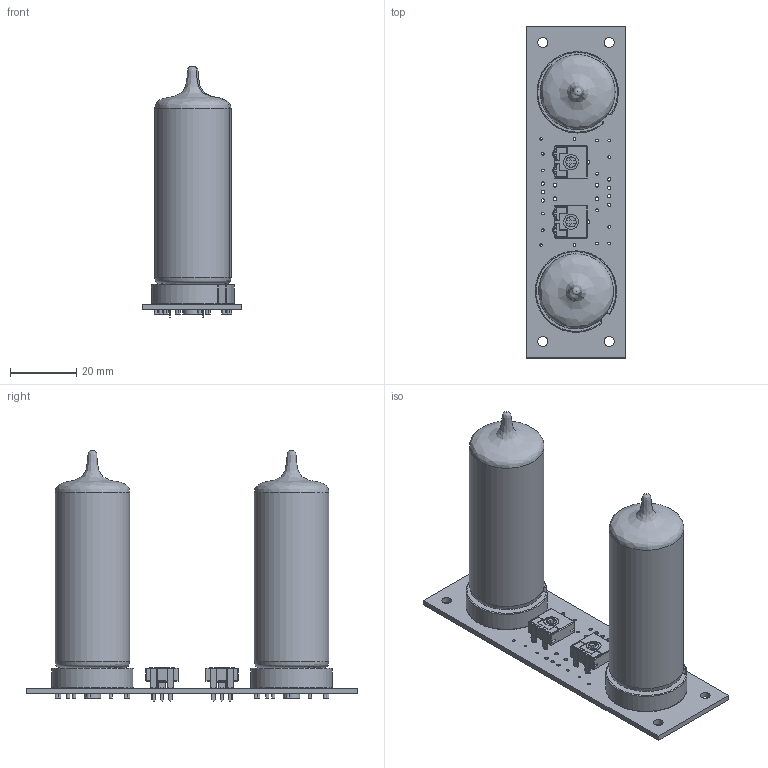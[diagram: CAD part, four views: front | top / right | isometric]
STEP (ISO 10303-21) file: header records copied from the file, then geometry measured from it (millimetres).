
FILE_DESCRIPTION(('KiCad electronic assembly'),'2;1');
FILE_NAME('Indication_board.step','2023-02-12T21:15:12',('Pcbnew'),( 'Kicad'),'Open CASCADE STEP processor 7.5','KiCad to STEP converter' ,'Unknown');
FILE_SCHEMA(('AUTOMOTIVE_DESIGN { 1 0 10303 214 1 1 1 1 }'));
Length unit declared in the file: millimetre
Products named in the file (8): Indication_board 1; CA9V; SOLID; 9-pin socket; 6E1P; Indication_board PCB
Assembly tree (10 placements, depth 3):
  Indication_board 1
    CA9V  x2
      SOLID
    9-pin socket  x2
      SOLID
    6E1P  x2
      SOLID
    Indication_board PCB
Bounding box: 30 x 100 x 75.5 mm (x, y, z)
Volume: 56149.8 mm3; surface area: 20688.2 mm2
Topology: 7 solids, 7 shells, 869 faces, 2047 edges, 1184 vertices
Faces by surface type: bspline 806, cylinder 57, plane 6
Full cylindrical faces by diameter (mm): 0.8 x16, 1 x25, 1.1 x4, 1.3 x6, 3 x4, 5 x2
Entity records: 30161 total; most frequent: CARTESIAN_POINT 12834, B_SPLINE_CURVE_WITH_KNOTS 2259, ORIENTED_EDGE 2176, PCURVE 2176, DEFINITIONAL_REPRESENTATION 2176, EDGE_CURVE 1088, SURFACE_CURVE 991, DIRECTION 697
